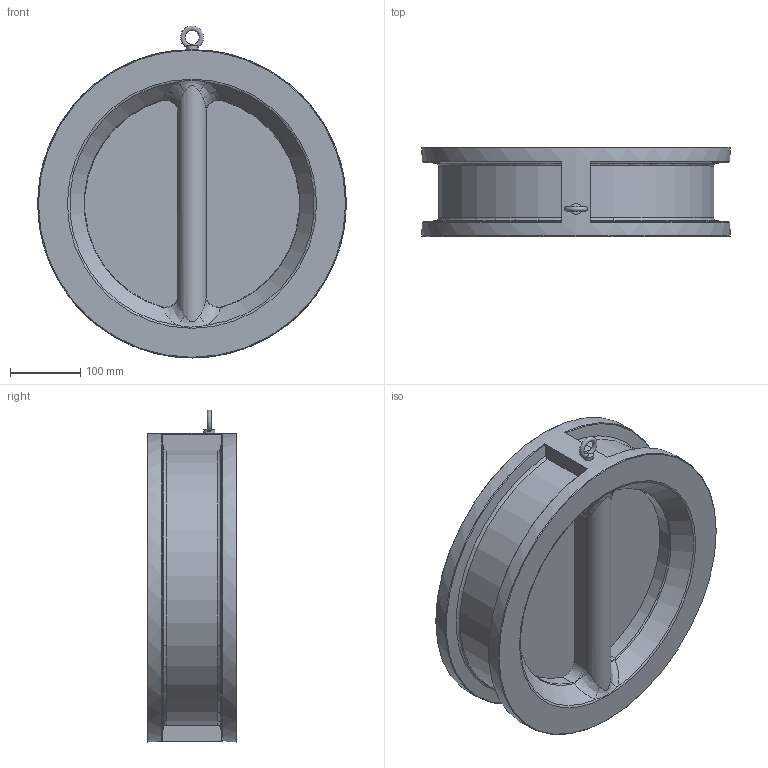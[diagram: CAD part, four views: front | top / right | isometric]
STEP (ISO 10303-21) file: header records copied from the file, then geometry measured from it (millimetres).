
FILE_DESCRIPTION (( 'STEP AP214' ), '1' );
FILE_NAME ('916-350 PN10-16_Dummy.STEP', '2023-12-20T09:43:27', ( '' ), ( '' ), 'SwSTEP 2.0', 'SolidWorks 2022', '' );
FILE_SCHEMA (( 'AUTOMOTIVE_DESIGN' ));
Length unit declared in the file: millimetre
Products named in the file (3): 916-350 PN10-16_Dummy; 0000306; 0000259
Assembly tree (2 placements, depth 2):
  916-350 PN10-16_Dummy
    0000259
    0000306
Bounding box: 438 x 127 x 471.3 mm (x, y, z)
Volume: 7053321.7 mm3; surface area: 718150.7 mm2
Topology: 4 solids, 4 shells, 87 faces, 201 edges, 128 vertices
Faces by surface type: cylinder 26, plane 19, cone 15, bspline 14, torus 13
Full cylindrical faces by diameter (mm): 6 x1, 8 x1, 13 x1, 16 x2, 356 x1, 438 x1
Entity records: 4129 total; most frequent: CARTESIAN_POINT 2308, ORIENTED_EDGE 354, DIRECTION 316, EDGE_CURVE 177, AXIS2_PLACEMENT_3D 141, VERTEX_POINT 119, EDGE_LOOP 108, FACE_OUTER_BOUND 96
